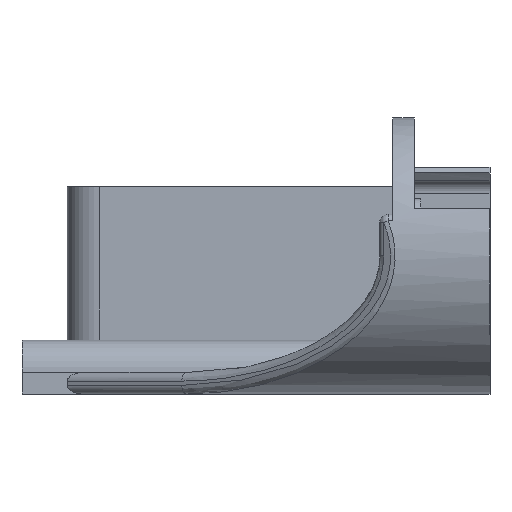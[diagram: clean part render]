
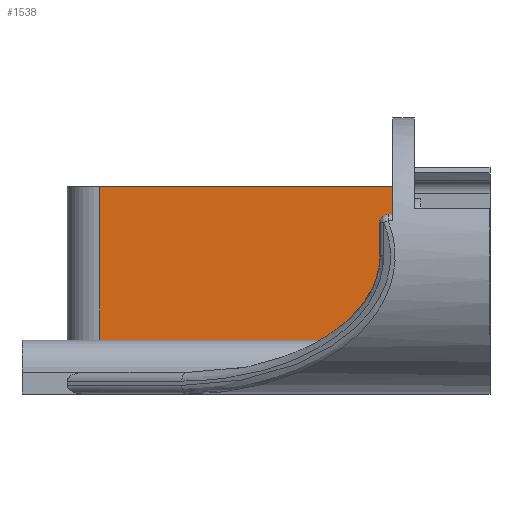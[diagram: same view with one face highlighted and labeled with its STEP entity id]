
A CAD part, left-side view. The second image highlights one B-rep face of the part: STEP entity #1538.
In plain terms, the highlighted planar face has unit normal (-1, 0, 0).
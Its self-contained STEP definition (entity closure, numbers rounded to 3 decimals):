
#48 = ORIENTED_EDGE ( 'NONE', *, *, #1084, .T. ) ;
#105 = EDGE_CURVE ( 'NONE', #2979, #1865, #3347, .T. ) ;
#280 = EDGE_CURVE ( 'NONE', #4117, #1865, #860, .T. ) ;
#446 = PLANE ( 'NONE',  #4226 ) ;
#471 = DIRECTION ( 'NONE',  ( -1., 0., 0. ) ) ;
#738 = CARTESIAN_POINT ( 'NONE',  ( 22.675, 67.934, -19.5 ) ) ;
#836 = DIRECTION ( 'NONE',  ( 0., 0., 1. ) ) ;
#860 = LINE ( 'NONE', #4182, #1107 ) ;
#1084 = EDGE_CURVE ( 'NONE', #3892, #2979, #4600, .T. ) ;
#1107 = VECTOR ( 'NONE', #2349, 1000. ) ;
#1136 = FACE_OUTER_BOUND ( 'NONE', #4508, .T. ) ;
#1433 = CARTESIAN_POINT ( 'NONE',  ( 22.675, 0., -19.5 ) ) ;
#1436 = ORIENTED_EDGE ( 'NONE', *, *, #4341, .T. ) ;
#1538 = ADVANCED_FACE ( 'NONE', ( #1136 ), #446, .T. ) ;
#1576 = CARTESIAN_POINT ( 'NONE',  ( 22.675, 67.934, 16.1 ) ) ;
#1865 = VERTEX_POINT ( 'NONE', #3589 ) ;
#2055 = ORIENTED_EDGE ( 'NONE', *, *, #280, .F. ) ;
#2210 = VECTOR ( 'NONE', #3174, 1000. ) ;
#2349 = DIRECTION ( 'NONE',  ( 0., -1., 0. ) ) ;
#2431 = VECTOR ( 'NONE', #2478, 1000. ) ;
#2478 = DIRECTION ( 'NONE',  ( 0., -1., 0. ) ) ;
#2633 = ORIENTED_EDGE ( 'NONE', *, *, #105, .T. ) ;
#2979 = VERTEX_POINT ( 'NONE', #4688 ) ;
#3174 = DIRECTION ( 'NONE',  ( 0., 0., -1. ) ) ;
#3245 = LINE ( 'NONE', #3932, #2210 ) ;
#3347 = LINE ( 'NONE', #1433, #3991 ) ;
#3589 = CARTESIAN_POINT ( 'NONE',  ( 22.675, 0., 16.1 ) ) ;
#3892 = VERTEX_POINT ( 'NONE', #738 ) ;
#3932 = CARTESIAN_POINT ( 'NONE',  ( 22.675, 67.934, 0. ) ) ;
#3990 = DIRECTION ( 'NONE',  ( 0., 0., 1. ) ) ;
#3991 = VECTOR ( 'NONE', #3990, 1000. ) ;
#4081 = CARTESIAN_POINT ( 'NONE',  ( 22.675, 0., 0. ) ) ;
#4117 = VERTEX_POINT ( 'NONE', #1576 ) ;
#4182 = CARTESIAN_POINT ( 'NONE',  ( 22.675, 67.934, 16.1 ) ) ;
#4226 = AXIS2_PLACEMENT_3D ( 'NONE', #4081, #471, #836 ) ;
#4341 = EDGE_CURVE ( 'NONE', #4117, #3892, #3245, .T. ) ;
#4508 = EDGE_LOOP ( 'NONE', ( #2633, #2055, #1436, #48 ) ) ;
#4600 = LINE ( 'NONE', #4653, #2431 ) ;
#4653 = CARTESIAN_POINT ( 'NONE',  ( 22.675, 75.434, -19.5 ) ) ;
#4688 = CARTESIAN_POINT ( 'NONE',  ( 22.675, 0., -19.5 ) ) ;
